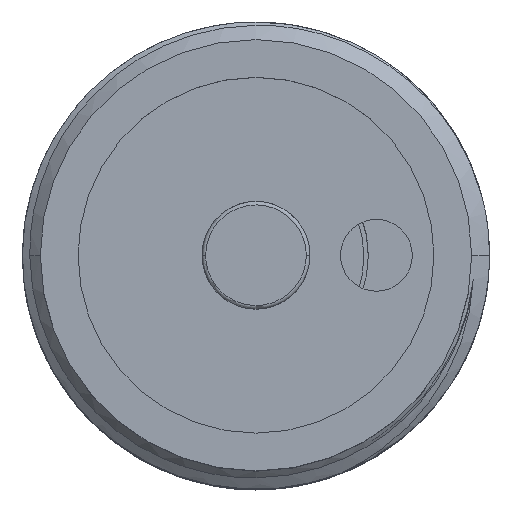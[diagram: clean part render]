
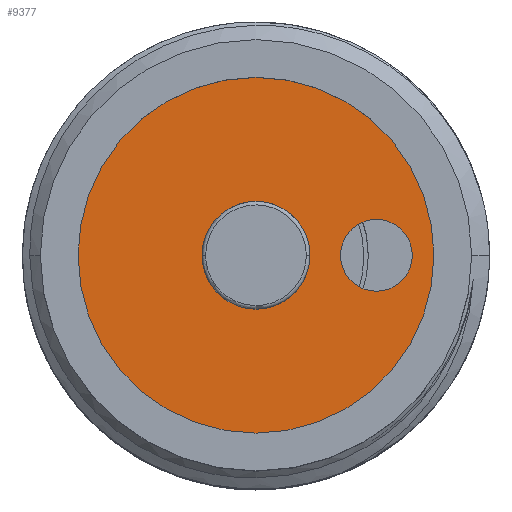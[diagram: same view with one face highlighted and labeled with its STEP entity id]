
A CAD part, top view. The second image highlights one B-rep face of the part: STEP entity #9377.
In plain terms, the highlighted face is planar.
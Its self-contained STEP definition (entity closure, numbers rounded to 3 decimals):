
#171 = DIRECTION ( 'NONE',  ( 1., 0., 0. ) ) ;
#1025 = VERTEX_POINT ( 'NONE', #7945 ) ;
#1101 = CIRCLE ( 'NONE', #6066, 2. ) ;
#1491 = CARTESIAN_POINT ( 'NONE',  ( 0., -6.7, 0. ) ) ;
#2116 = AXIS2_PLACEMENT_3D ( 'NONE', #2348, #8694, #3252 ) ;
#2133 = DIRECTION ( 'NONE',  ( 1., 0., 0. ) ) ;
#2347 = FACE_BOUND ( 'NONE', #2750, .T. ) ;
#2348 = CARTESIAN_POINT ( 'NONE',  ( 0., -6.7, 0. ) ) ;
#2392 = DIRECTION ( 'NONE',  ( 0., 0., -1. ) ) ;
#2750 = EDGE_LOOP ( 'NONE', ( #9408, #3168 ) ) ;
#3168 = ORIENTED_EDGE ( 'NONE', *, *, #3463, .T. ) ;
#3204 = CARTESIAN_POINT ( 'NONE',  ( 0., 0., 0. ) ) ;
#3252 = DIRECTION ( 'NONE',  ( 0., 0., -1. ) ) ;
#3463 = EDGE_CURVE ( 'NONE', #7338, #11074, #1101, .T. ) ;
#3847 = CIRCLE ( 'NONE', #6176, 10.1 ) ;
#4115 = DIRECTION ( 'NONE',  ( 0., 0., -1. ) ) ;
#4193 = CARTESIAN_POINT ( 'NONE',  ( 0., 0., 0. ) ) ;
#4259 = ORIENTED_EDGE ( 'NONE', *, *, #5035, .T. ) ;
#4756 = VERTEX_POINT ( 'NONE', #4924 ) ;
#4798 = EDGE_LOOP ( 'NONE', ( #4259, #7773 ) ) ;
#4924 = CARTESIAN_POINT ( 'NONE',  ( 0., -6.7, 2. ) ) ;
#4949 = CIRCLE ( 'NONE', #2116, 2. ) ;
#5035 = EDGE_CURVE ( 'NONE', #1025, #4756, #4949, .T. ) ;
#5102 = DIRECTION ( 'NONE',  ( 0., 0., -1. ) ) ;
#5110 = DIRECTION ( 'NONE',  ( 1., 0., 0. ) ) ;
#5206 = ORIENTED_EDGE ( 'NONE', *, *, #10229, .F. ) ;
#5625 = CARTESIAN_POINT ( 'NONE',  ( 0., 0., 0. ) ) ;
#5729 = VERTEX_POINT ( 'NONE', #8631 ) ;
#6066 = AXIS2_PLACEMENT_3D ( 'NONE', #5625, #171, #6559 ) ;
#6160 = FACE_BOUND ( 'NONE', #4798, .T. ) ;
#6176 = AXIS2_PLACEMENT_3D ( 'NONE', #3204, #9557, #4115 ) ;
#6409 = CIRCLE ( 'NONE', #8206, 2. ) ;
#6559 = DIRECTION ( 'NONE',  ( 0., 0., -1. ) ) ;
#6745 = EDGE_CURVE ( 'NONE', #4756, #1025, #9223, .T. ) ;
#7226 = CARTESIAN_POINT ( 'NONE',  ( 0., 0., 10.1 ) ) ;
#7338 = VERTEX_POINT ( 'NONE', #7795 ) ;
#7587 = CARTESIAN_POINT ( 'NONE',  ( 0., 0., 0. ) ) ;
#7773 = ORIENTED_EDGE ( 'NONE', *, *, #6745, .T. ) ;
#7795 = CARTESIAN_POINT ( 'NONE',  ( 0., 0., 2. ) ) ;
#7835 = PLANE ( 'NONE',  #9890 ) ;
#7846 = DIRECTION ( 'NONE',  ( 1., 0., 0. ) ) ;
#7945 = CARTESIAN_POINT ( 'NONE',  ( 0., -6.7, -2. ) ) ;
#8180 = VERTEX_POINT ( 'NONE', #7226 ) ;
#8206 = AXIS2_PLACEMENT_3D ( 'NONE', #7587, #2133, #8478 ) ;
#8478 = DIRECTION ( 'NONE',  ( 0., 0., -1. ) ) ;
#8631 = CARTESIAN_POINT ( 'NONE',  ( 0., 0., -10.1 ) ) ;
#8694 = DIRECTION ( 'NONE',  ( 1., 0., 0. ) ) ;
#8737 = CARTESIAN_POINT ( 'NONE',  ( 0., 0., 0. ) ) ;
#9223 = CIRCLE ( 'NONE', #10808, 2. ) ;
#9377 = ADVANCED_FACE ( 'N', ( #10895, #2347, #6160 ), #7835, .F. ) ;
#9408 = ORIENTED_EDGE ( 'NONE', *, *, #10834, .T. ) ;
#9557 = DIRECTION ( 'NONE',  ( 1., 0., 0. ) ) ;
#9890 = AXIS2_PLACEMENT_3D ( 'NONE', #8737, #5110, #11492 ) ;
#10086 = ORIENTED_EDGE ( 'NONE', *, *, #11385, .F. ) ;
#10229 = EDGE_CURVE ( 'NONE', #5729, #8180, #11684, .T. ) ;
#10551 = EDGE_LOOP ( 'NONE', ( #5206, #10086 ) ) ;
#10564 = CARTESIAN_POINT ( 'NONE',  ( 0., 0., -2. ) ) ;
#10572 = DIRECTION ( 'NONE',  ( 1., 0., 0. ) ) ;
#10808 = AXIS2_PLACEMENT_3D ( 'NONE', #1491, #7846, #2392 ) ;
#10834 = EDGE_CURVE ( 'NONE', #11074, #7338, #6409, .T. ) ;
#10895 = FACE_OUTER_BOUND ( 'NONE', #10551, .T. ) ;
#11074 = VERTEX_POINT ( 'NONE', #10564 ) ;
#11385 = EDGE_CURVE ( 'NONE', #8180, #5729, #3847, .T. ) ;
#11492 = DIRECTION ( 'NONE',  ( 0., 0., -1. ) ) ;
#11508 = AXIS2_PLACEMENT_3D ( 'NONE', #4193, #10572, #5102 ) ;
#11684 = CIRCLE ( 'NONE', #11508, 10.1 ) ;
